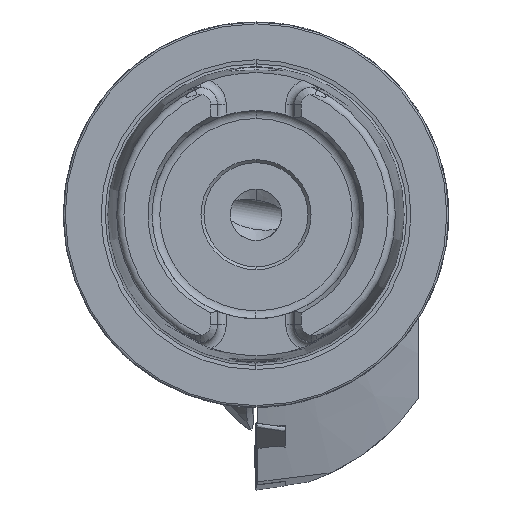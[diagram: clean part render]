
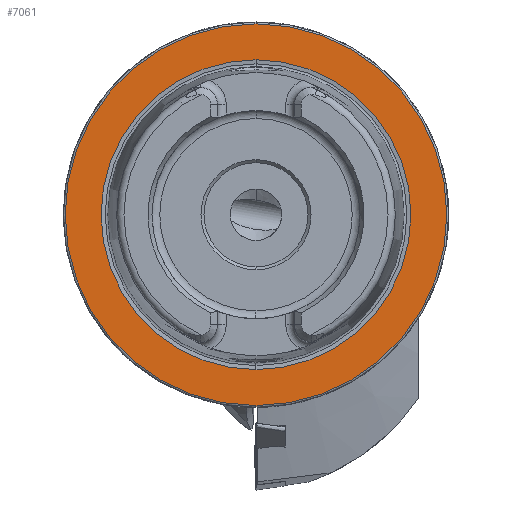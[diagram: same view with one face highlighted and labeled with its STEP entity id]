
A CAD part, left-side view. The second image highlights one B-rep face of the part: STEP entity #7061.
In plain terms, the highlighted planar face has unit normal (-1, 0, 0).
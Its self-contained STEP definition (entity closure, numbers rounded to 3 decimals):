
#624 = DIRECTION ( 'NONE',  ( -1., 0., 0. ) ) ;
#1041 = ORIENTED_EDGE ( 'NONE', *, *, #12279, .F. ) ;
#2713 = DIRECTION ( 'NONE',  ( -1., 0., 0. ) ) ;
#2873 = VERTEX_POINT ( 'NONE', #20528 ) ;
#2925 = CARTESIAN_POINT ( 'NONE',  ( 0., 0., 0. ) ) ;
#3357 = EDGE_CURVE ( 'NONE', #6250, #6755, #15826, .T. ) ;
#3450 = CARTESIAN_POINT ( 'NONE',  ( 0., 0., 31.2 ) ) ;
#3592 = DIRECTION ( 'NONE',  ( 0., 0., 1. ) ) ;
#5038 = DIRECTION ( 'NONE',  ( 0., 0., 1. ) ) ;
#5349 = DIRECTION ( 'NONE',  ( 0., 0., 1. ) ) ;
#6161 = EDGE_CURVE ( 'NONE', #20021, #2873, #10972, .T. ) ;
#6250 = VERTEX_POINT ( 'NONE', #3450 ) ;
#6458 = FACE_BOUND ( 'NONE', #19206, .T. ) ;
#6489 = AXIS2_PLACEMENT_3D ( 'NONE', #2925, #2713, #20924 ) ;
#6494 = AXIS2_PLACEMENT_3D ( 'NONE', #6559, #13035, #5038 ) ;
#6559 = CARTESIAN_POINT ( 'NONE',  ( 0., 0., 0. ) ) ;
#6755 = VERTEX_POINT ( 'NONE', #7123 ) ;
#7061 = ADVANCED_FACE ( 'NONE', ( #6458, #13050 ), #15967, .F. ) ;
#7123 = CARTESIAN_POINT ( 'NONE',  ( 0., 0., -31.2 ) ) ;
#7625 = ORIENTED_EDGE ( 'NONE', *, *, #6161, .F. ) ;
#8032 = ORIENTED_EDGE ( 'NONE', *, *, #3357, .T. ) ;
#8492 = CARTESIAN_POINT ( 'NONE',  ( 0., 0., 0. ) ) ;
#9470 = EDGE_CURVE ( 'NONE', #6755, #6250, #17877, .T. ) ;
#10425 = CARTESIAN_POINT ( 'NONE',  ( 0., 0., -25.324 ) ) ;
#10715 = CIRCLE ( 'NONE', #17957, 25.324 ) ;
#10972 = CIRCLE ( 'NONE', #6489, 25.324 ) ;
#11485 = CARTESIAN_POINT ( 'NONE',  ( 0., 0., 0. ) ) ;
#12279 = EDGE_CURVE ( 'NONE', #2873, #20021, #10715, .T. ) ;
#12984 = AXIS2_PLACEMENT_3D ( 'NONE', #20922, #16175, #19507 ) ;
#13035 = DIRECTION ( 'NONE',  ( -1., 0., 0. ) ) ;
#13050 = FACE_OUTER_BOUND ( 'NONE', #20728, .T. ) ;
#14454 = AXIS2_PLACEMENT_3D ( 'NONE', #11485, #14928, #3592 ) ;
#14928 = DIRECTION ( 'NONE',  ( -1., 0., 0. ) ) ;
#15826 = CIRCLE ( 'NONE', #14454, 31.2 ) ;
#15967 = PLANE ( 'NONE',  #12984 ) ;
#16175 = DIRECTION ( 'NONE',  ( 1., 0., 0. ) ) ;
#17877 = CIRCLE ( 'NONE', #6494, 31.2 ) ;
#17957 = AXIS2_PLACEMENT_3D ( 'NONE', #8492, #624, #5349 ) ;
#19206 = EDGE_LOOP ( 'NONE', ( #1041, #7625 ) ) ;
#19507 = DIRECTION ( 'NONE',  ( 0., 0., -1. ) ) ;
#19523 = ORIENTED_EDGE ( 'NONE', *, *, #9470, .T. ) ;
#20021 = VERTEX_POINT ( 'NONE', #10425 ) ;
#20528 = CARTESIAN_POINT ( 'NONE',  ( 0., 0., 25.324 ) ) ;
#20728 = EDGE_LOOP ( 'NONE', ( #8032, #19523 ) ) ;
#20922 = CARTESIAN_POINT ( 'NONE',  ( 0., 31.2, 0. ) ) ;
#20924 = DIRECTION ( 'NONE',  ( 0., 0., 1. ) ) ;
